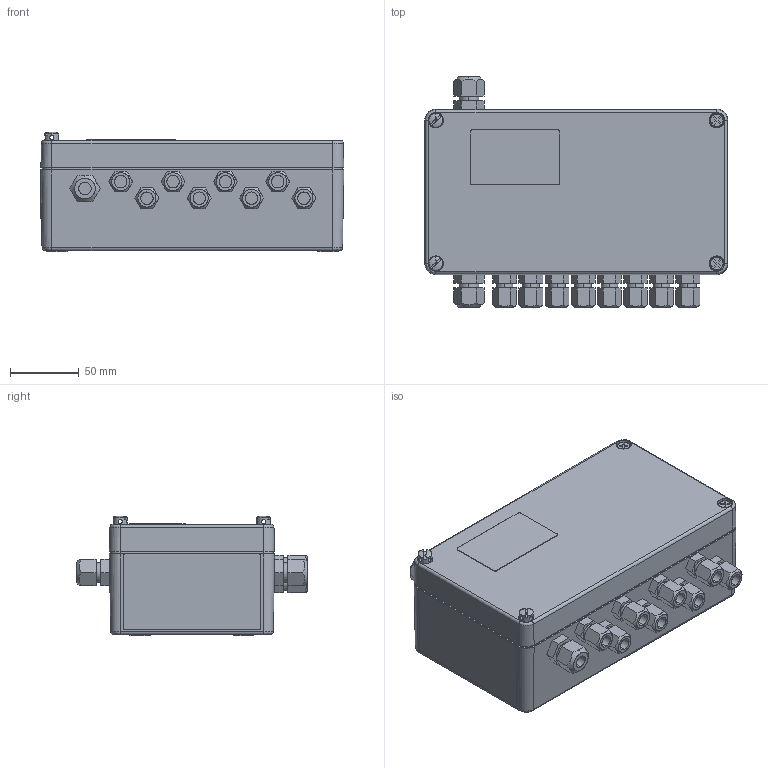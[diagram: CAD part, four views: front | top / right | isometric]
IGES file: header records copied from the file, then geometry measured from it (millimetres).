
Start section: SolidWorks IGES file using analytic representation for surfaces
Global section: file name: NM2WET-E_351997.IGS; native system: SolidWorks 2014; preprocessor: SolidWorks 2014; author: LarsenR; date: 150217.135009; units: millimetre
Bounding box: 220.5 x 167.91 x 86.99 mm (x, y, z)
Surface area: 147483.7 mm2 (no closed solid volume)
Topology: 0 solids, 0 shells, 382 faces, 3912 edges, 3912 vertices
Faces by surface type: bspline 250, revolution 132
